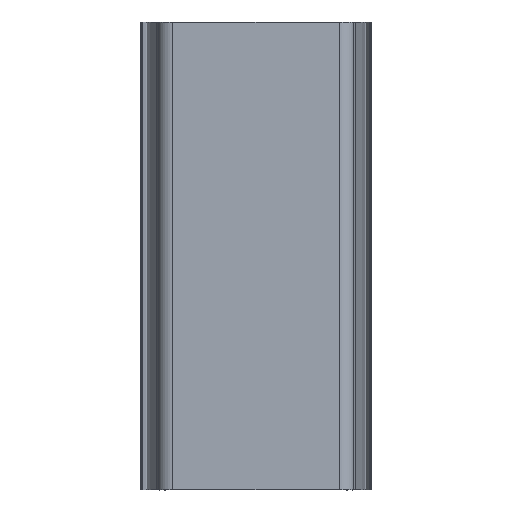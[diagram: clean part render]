
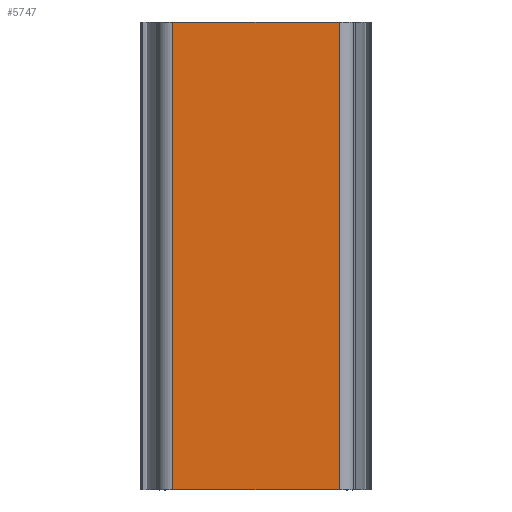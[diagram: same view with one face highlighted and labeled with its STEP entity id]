
A CAD part, front view. The second image highlights one B-rep face of the part: STEP entity #5747.
In plain terms, the highlighted planar face has unit normal (0, -1, 0).
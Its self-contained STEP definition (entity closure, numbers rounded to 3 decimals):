
#658=CARTESIAN_POINT('',(26.657,-15.4,0.0));
#659=VERTEX_POINT('',#658);
#667=CARTESIAN_POINT('',(-26.657,-15.4,0.0));
#668=VERTEX_POINT('',#667);
#669=CARTESIAN_POINT('',(26.657,-15.4,0.0));
#670=DIRECTION('',(-1.0,0.0,0.0));
#671=VECTOR('',#670,53.315);
#672=LINE('',#669,#671);
#673=EDGE_CURVE('',#659,#668,#672,.T.);
#2137=CARTESIAN_POINT('',(-26.657,-15.4,150.0));
#2138=VERTEX_POINT('',#2137);
#2146=CARTESIAN_POINT('',(26.657,-15.4,150.0));
#2147=VERTEX_POINT('',#2146);
#2148=CARTESIAN_POINT('',(26.657,-15.4,150.0));
#2149=DIRECTION('',(-1.0,0.0,0.0));
#2150=VECTOR('',#2149,53.315);
#2151=LINE('',#2148,#2150);
#2152=EDGE_CURVE('',#2147,#2138,#2151,.T.);
#5619=CARTESIAN_POINT('',(26.657,-15.4,150.0));
#5620=DIRECTION('',(0.0,0.0,-1.0));
#5621=VECTOR('',#5620,150.0);
#5622=LINE('',#5619,#5621);
#5623=EDGE_CURVE('',#2147,#659,#5622,.T.);
#5655=CARTESIAN_POINT('',(-26.657,-15.4,0.0));
#5656=DIRECTION('',(0.0,0.0,1.0));
#5657=VECTOR('',#5656,150.0);
#5658=LINE('',#5655,#5657);
#5659=EDGE_CURVE('',#668,#2138,#5658,.T.);
#5736=CARTESIAN_POINT('',(29.967,-15.4,0.0));
#5737=DIRECTION('',(0.0,-1.0,0.0));
#5738=DIRECTION('',(0.0,0.0,-1.0));
#5739=AXIS2_PLACEMENT_3D('',#5736,#5737,#5738);
#5740=PLANE('',#5739);
#5741=ORIENTED_EDGE('',*,*,#5623,.F.);
#5742=ORIENTED_EDGE('',*,*,#2152,.T.);
#5743=ORIENTED_EDGE('',*,*,#5659,.F.);
#5744=ORIENTED_EDGE('',*,*,#673,.F.);
#5745=EDGE_LOOP('',(#5741,#5742,#5743,#5744));
#5746=FACE_OUTER_BOUND('',#5745,.T.);
#5747=ADVANCED_FACE('',(#5746),#5740,.T.);
